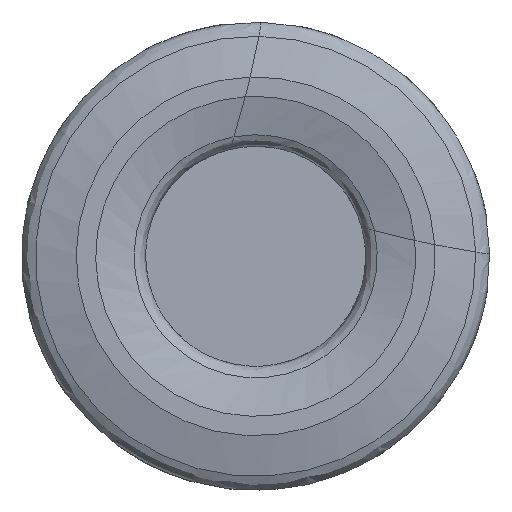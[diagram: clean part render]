
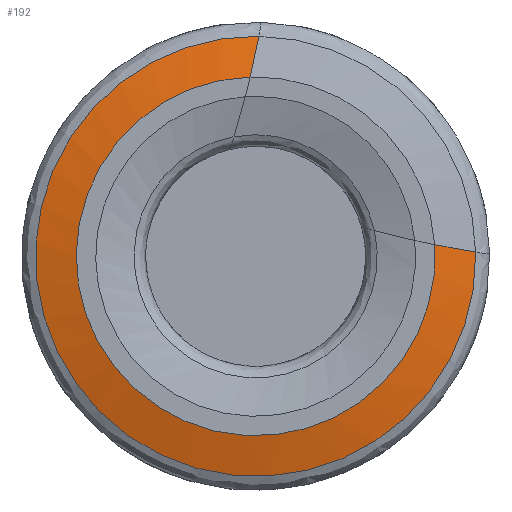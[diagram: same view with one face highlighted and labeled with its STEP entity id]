
A CAD part, left-side view. The second image highlights one B-rep face of the part: STEP entity #192.
In plain terms, the highlighted free-form (B-spline) face has degree [1, 3] with [2, 7] control points.
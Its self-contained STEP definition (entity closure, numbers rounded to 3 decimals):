
#41=(
BOUNDED_SURFACE()
B_SPLINE_SURFACE(1,3,((#1186,#1187,#1188,#1189,#1190,#1191,#1192),(#1193,
#1194,#1195,#1196,#1197,#1198,#1199)),.UNSPECIFIED.,.F.,.F.,.F.)
B_SPLINE_SURFACE_WITH_KNOTS((2,2),(4,3,4),(0.,1.),(0.,0.5,1.),
 .UNSPECIFIED.)
GEOMETRIC_REPRESENTATION_ITEM()
RATIONAL_B_SPLINE_SURFACE(((1.,0.583,0.583,1.,0.583,
0.583,1.),(1.,0.583,0.583,1.,0.583,
0.583,1.)))
REPRESENTATION_ITEM('')
SURFACE()
);
#68=LINE('',#1184,#86);
#69=LINE('',#1185,#87);
#86=VECTOR('',#846,1.);
#87=VECTOR('',#847,1.);
#145=FACE_OUTER_BOUND('',#310,.T.);
#192=ADVANCED_FACE('',(#145),#41,.F.);
#310=EDGE_LOOP('',(#408,#409,#410,#411));
#408=ORIENTED_EDGE('',*,*,#562,.F.);
#409=ORIENTED_EDGE('',*,*,#563,.F.);
#410=ORIENTED_EDGE('',*,*,#559,.T.);
#411=ORIENTED_EDGE('',*,*,#564,.F.);
#504=VERTEX_POINT('',#1176);
#505=VERTEX_POINT('',#1177);
#506=VERTEX_POINT('',#1182);
#507=VERTEX_POINT('',#1183);
#559=EDGE_CURVE('',#504,#505,#617,.T.);
#562=EDGE_CURVE('',#506,#507,#618,.T.);
#563=EDGE_CURVE('',#504,#506,#68,.T.);
#564=EDGE_CURVE('',#507,#505,#69,.T.);
#617=CIRCLE('',#690,15.31);
#618=CIRCLE('',#692,18.776);
#690=AXIS2_PLACEMENT_3D('',#1175,#838,#839);
#692=AXIS2_PLACEMENT_3D('',#1181,#844,#845);
#838=DIRECTION('',(1.,0.,0.));
#839=DIRECTION('',(0.,-0.998,0.065));
#844=DIRECTION('',(1.,0.,0.));
#845=DIRECTION('',(0.,-1.,0.019));
#846=DIRECTION('',(0.24,-0.955,-0.173));
#847=DIRECTION('',(-0.24,0.205,-0.949));
#1175=CARTESIAN_POINT('',(0.,0.,0.));
#1176=CARTESIAN_POINT('',(0.,-15.278,0.99));
#1177=CARTESIAN_POINT('',(0.,0.471,15.303));
#1181=CARTESIAN_POINT('',(0.879,0.,0.));
#1182=CARTESIAN_POINT('',(0.879,-18.773,0.358));
#1183=CARTESIAN_POINT('',(0.879,-0.28,18.774));
#1184=CARTESIAN_POINT('',(0.,-15.278,0.99));
#1185=CARTESIAN_POINT('',(0.,0.471,15.303));
#1186=CARTESIAN_POINT('',(0.,-15.278,0.99));
#1187=CARTESIAN_POINT('',(0.,-16.327,-15.2));
#1188=CARTESIAN_POINT('',(0.,-1.71,-22.242));
#1189=CARTESIAN_POINT('',(0.,10.297,-11.33));
#1190=CARTESIAN_POINT('',(0.,22.304,-0.418));
#1191=CARTESIAN_POINT('',(0.,16.688,14.804));
#1192=CARTESIAN_POINT('',(0.,0.471,15.303));
#1193=CARTESIAN_POINT('',(0.879,-18.773,0.358));
#1194=CARTESIAN_POINT('',(0.879,-19.152,-19.537));
#1195=CARTESIAN_POINT('',(0.879,-0.85,-27.345));
#1196=CARTESIAN_POINT('',(0.879,13.249,-13.304));
#1197=CARTESIAN_POINT('',(0.879,27.348,0.737));
#1198=CARTESIAN_POINT('',(0.879,19.616,19.071));
#1199=CARTESIAN_POINT('',(0.879,-0.28,18.774));
